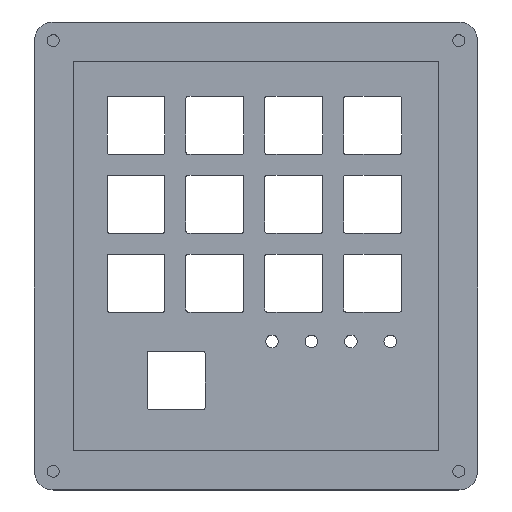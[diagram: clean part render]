
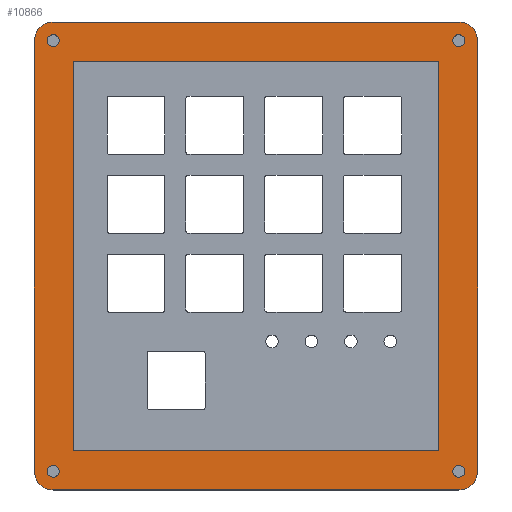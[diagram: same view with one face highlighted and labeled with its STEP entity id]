
A CAD part, top view. The second image highlights one B-rep face of the part: STEP entity #10866.
In plain terms, the highlighted planar face has unit normal (0, 0, 1).
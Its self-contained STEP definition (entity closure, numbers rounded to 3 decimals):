
#91=CIRCLE('',#11035,4.5);
#152=CIRCLE('',#11099,4.5);
#153=CIRCLE('',#11102,4.5);
#154=CIRCLE('',#11104,4.5);
#215=CIRCLE('',#11286,1.45);
#217=CIRCLE('',#11290,1.45);
#219=CIRCLE('',#11294,1.45);
#221=CIRCLE('',#11298,1.45);
#288=FACE_BOUND('',#2379,.T.);
#289=FACE_BOUND('',#2380,.T.);
#290=FACE_BOUND('',#2381,.T.);
#291=FACE_BOUND('',#2382,.T.);
#292=FACE_BOUND('',#2383,.T.);
#1739=FACE_OUTER_BOUND('',#2378,.T.);
#2378=EDGE_LOOP('',(#10061,#10062,#10063,#10064,#10065,#10066,#10067,#10068));
#2379=EDGE_LOOP('',(#10069));
#2380=EDGE_LOOP('',(#10070));
#2381=EDGE_LOOP('',(#10071,#10072,#10073,#10074));
#2382=EDGE_LOOP('',(#10075));
#2383=EDGE_LOOP('',(#10076));
#3022=LINE('',#20991,#3915);
#3030=LINE('',#21015,#3923);
#3091=LINE('',#21272,#3984);
#3259=LINE('',#21725,#4152);
#3266=LINE('',#21738,#4159);
#3271=LINE('',#21757,#4164);
#3273=LINE('',#21760,#4166);
#3274=LINE('',#21762,#4167);
#3915=VECTOR('',#12213,10.);
#3923=VECTOR('',#12237,10.);
#3984=VECTOR('',#12448,10.);
#4152=VECTOR('',#12958,10.);
#4159=VECTOR('',#12969,10.);
#4164=VECTOR('',#12992,10.);
#4166=VECTOR('',#12996,10.);
#4167=VECTOR('',#12999,10.);
#4983=VERTEX_POINT('',#20985);
#4985=VERTEX_POINT('',#20989);
#4991=VERTEX_POINT('',#21009);
#4993=VERTEX_POINT('',#21013);
#5000=VERTEX_POINT('',#21034);
#5113=VERTEX_POINT('',#21266);
#5114=VERTEX_POINT('',#21270);
#5115=VERTEX_POINT('',#21276);
#5227=VERTEX_POINT('',#21722);
#5228=VERTEX_POINT('',#21724);
#5232=VERTEX_POINT('',#21736);
#5237=VERTEX_POINT('',#21756);
#5238=VERTEX_POINT('',#21764);
#5240=VERTEX_POINT('',#21771);
#5242=VERTEX_POINT('',#21778);
#5244=VERTEX_POINT('',#21785);
#6464=EDGE_CURVE('',#4983,#4985,#3022,.T.);
#6472=EDGE_CURVE('',#4991,#4993,#3030,.T.);
#6480=EDGE_CURVE('',#4983,#5000,#91,.T.);
#6596=EDGE_CURVE('',#5113,#4985,#152,.T.);
#6599=EDGE_CURVE('',#5113,#5114,#3091,.T.);
#6600=EDGE_CURVE('',#4991,#5114,#153,.T.);
#6601=EDGE_CURVE('',#5115,#4993,#154,.T.);
#6825=EDGE_CURVE('',#5228,#5227,#3259,.T.);
#6832=EDGE_CURVE('',#5227,#5232,#3266,.T.);
#6841=EDGE_CURVE('',#5237,#5228,#3271,.T.);
#6843=EDGE_CURVE('',#5232,#5237,#3273,.T.);
#6844=EDGE_CURVE('',#5115,#5000,#3274,.T.);
#6845=EDGE_CURVE('',#5238,#5238,#215,.T.);
#6848=EDGE_CURVE('',#5240,#5240,#217,.T.);
#6851=EDGE_CURVE('',#5242,#5242,#219,.T.);
#6854=EDGE_CURVE('',#5244,#5244,#221,.T.);
#10061=ORIENTED_EDGE('',*,*,#6480,.F.);
#10062=ORIENTED_EDGE('',*,*,#6464,.T.);
#10063=ORIENTED_EDGE('',*,*,#6596,.F.);
#10064=ORIENTED_EDGE('',*,*,#6599,.T.);
#10065=ORIENTED_EDGE('',*,*,#6600,.F.);
#10066=ORIENTED_EDGE('',*,*,#6472,.T.);
#10067=ORIENTED_EDGE('',*,*,#6601,.F.);
#10068=ORIENTED_EDGE('',*,*,#6844,.T.);
#10069=ORIENTED_EDGE('',*,*,#6851,.T.);
#10070=ORIENTED_EDGE('',*,*,#6845,.T.);
#10071=ORIENTED_EDGE('',*,*,#6843,.T.);
#10072=ORIENTED_EDGE('',*,*,#6841,.T.);
#10073=ORIENTED_EDGE('',*,*,#6825,.T.);
#10074=ORIENTED_EDGE('',*,*,#6832,.T.);
#10075=ORIENTED_EDGE('',*,*,#6848,.T.);
#10076=ORIENTED_EDGE('',*,*,#6854,.T.);
#10292=PLANE('',#11300);
#10866=ADVANCED_FACE('',(#1739,#288,#289,#290,#291,#292),#10292,.T.);
#11035=AXIS2_PLACEMENT_3D('',#21035,#12259,#12260);
#11099=AXIS2_PLACEMENT_3D('',#21267,#12442,#12443);
#11102=AXIS2_PLACEMENT_3D('',#21274,#12451,#12452);
#11104=AXIS2_PLACEMENT_3D('',#21277,#12455,#12456);
#11286=AXIS2_PLACEMENT_3D('',#21765,#13002,#13003);
#11290=AXIS2_PLACEMENT_3D('',#21772,#13011,#13012);
#11294=AXIS2_PLACEMENT_3D('',#21779,#13020,#13021);
#11298=AXIS2_PLACEMENT_3D('',#21786,#13029,#13030);
#11300=AXIS2_PLACEMENT_3D('',#21790,#13034,#13035);
#12213=DIRECTION('',(-1.,0.,0.));
#12237=DIRECTION('',(1.,0.,0.));
#12259=DIRECTION('center_axis',(0.,0.,
-1.));
#12260=DIRECTION('ref_axis',(0.707,0.707,0.));
#12442=DIRECTION('center_axis',(0.,0.,
-1.));
#12443=DIRECTION('ref_axis',(-0.707,0.707,0.));
#12448=DIRECTION('',(0.,-1.,0.));
#12451=DIRECTION('center_axis',(0.,0.,
-1.));
#12452=DIRECTION('ref_axis',(-0.707,-0.707,0.));
#12455=DIRECTION('center_axis',(0.,0.,
-1.));
#12456=DIRECTION('ref_axis',(0.707,-0.707,0.));
#12958=DIRECTION('',(-1.,0.,0.));
#12969=DIRECTION('',(0.,1.,0.));
#12992=DIRECTION('',(0.,-1.,0.));
#12996=DIRECTION('',(1.,0.,0.));
#12999=DIRECTION('',(0.,1.,0.));
#13002=DIRECTION('center_axis',(0.,0.,
-1.));
#13003=DIRECTION('ref_axis',(-1.,0.,0.));
#13011=DIRECTION('center_axis',(0.,0.,
-1.));
#13012=DIRECTION('ref_axis',(-1.,0.,0.));
#13020=DIRECTION('center_axis',(0.,0.,
-1.));
#13021=DIRECTION('ref_axis',(-1.,0.,0.));
#13029=DIRECTION('center_axis',(0.,0.,
-1.));
#13030=DIRECTION('ref_axis',(-1.,0.,0.));
#13034=DIRECTION('center_axis',(0.,0.,
1.));
#13035=DIRECTION('ref_axis',(-1.,0.,0.));
#20985=CARTESIAN_POINT('',(-4.5,-8.5,13.145));
#20989=CARTESIAN_POINT('',(-102.5,-8.5,13.145));
#20991=CARTESIAN_POINT('',(-107.,-8.5,13.145));
#21009=CARTESIAN_POINT('',(-102.5,-121.5,13.145));
#21013=CARTESIAN_POINT('',(-4.5,-121.5,13.145));
#21015=CARTESIAN_POINT('',(0.,-121.5,13.145));
#21034=CARTESIAN_POINT('',(0.,-13.,13.145));
#21035=CARTESIAN_POINT('Origin',(-4.5,-13.,13.145));
#21266=CARTESIAN_POINT('',(-107.,-13.,13.145));
#21267=CARTESIAN_POINT('Origin',(-102.5,-13.,13.145));
#21270=CARTESIAN_POINT('',(-107.,-117.,13.145));
#21272=CARTESIAN_POINT('',(-107.,-121.5,13.145));
#21274=CARTESIAN_POINT('Origin',(-102.5,-117.,13.145));
#21276=CARTESIAN_POINT('',(0.,-117.,13.145));
#21277=CARTESIAN_POINT('Origin',(-4.5,-117.,13.145));
#21722=CARTESIAN_POINT('',(-97.5,-112.,13.145));
#21724=CARTESIAN_POINT('',(-9.5,-112.,13.145));
#21725=CARTESIAN_POINT('',(-9.5,-112.,13.145));
#21736=CARTESIAN_POINT('',(-97.5,-18.,13.145));
#21738=CARTESIAN_POINT('',(-97.5,-112.,13.145));
#21756=CARTESIAN_POINT('',(-9.5,-18.,13.145));
#21757=CARTESIAN_POINT('',(-9.5,-18.,13.145));
#21760=CARTESIAN_POINT('',(-97.5,-18.,13.145));
#21762=CARTESIAN_POINT('',(0.,-8.5,13.145));
#21764=CARTESIAN_POINT('',(-101.05,-117.,13.145));
#21765=CARTESIAN_POINT('Origin',(-102.5,-117.,13.145));
#21771=CARTESIAN_POINT('',(-101.05,-13.,13.145));
#21772=CARTESIAN_POINT('Origin',(-102.5,-13.,13.145));
#21778=CARTESIAN_POINT('',(-3.05,-13.,13.145));
#21779=CARTESIAN_POINT('Origin',(-4.5,-13.,13.145));
#21785=CARTESIAN_POINT('',(-3.05,-117.,13.145));
#21786=CARTESIAN_POINT('Origin',(-4.5,-117.,13.145));
#21790=CARTESIAN_POINT('Origin',(-4.5,-117.,13.145));
